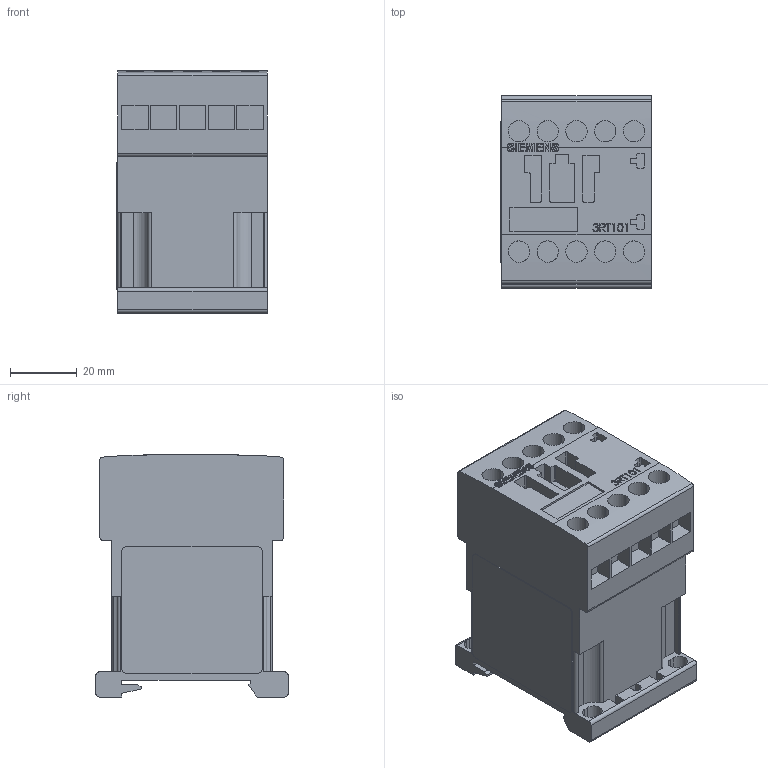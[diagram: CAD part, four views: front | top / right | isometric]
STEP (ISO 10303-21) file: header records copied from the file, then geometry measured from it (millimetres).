
FILE_DESCRIPTION (( 'STEP AP214' ), '1' );
FILE_NAME ('z_5061000_01_000_22222.STEP', '2006-02-15T07:53:35', ( 'CAT' ), ( 'Siemens AG' ), 'SwSTEP 2.0', 'SolidWorks 2005313', '' );
FILE_SCHEMA (( 'AUTOMOTIVE_DESIGN' ));
Length unit declared in the file: millimetre
Products named in the file (1): z_5061000_01_000_22222
Bounding box: 45.1 x 57.5 x 72.4 mm (x, y, z)
Volume: 149530.5 mm3; surface area: 24459.2 mm2
Topology: 1 solids, 1 shells, 439 faces, 1222 edges, 814 vertices
Faces by surface type: plane 285, cylinder 96, bspline 58
Entity records: 22828 total; most frequent: CARTESIAN_POINT 8758, ORIENTED_EDGE 2444, DIRECTION 2018, EDGE_CURVE 1222, VECTOR 890, LINE 890, VERTEX_POINT 814, AXIS2_PLACEMENT_3D 564
